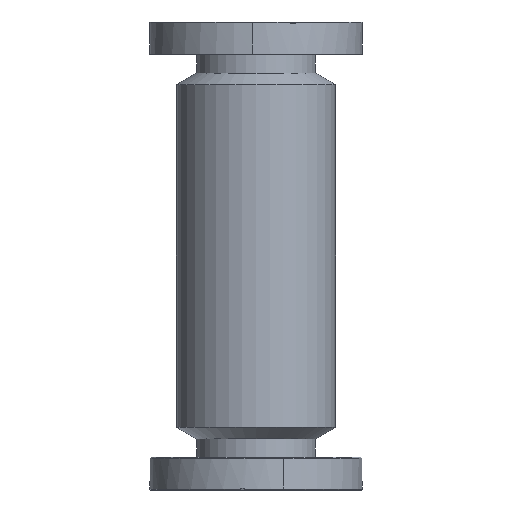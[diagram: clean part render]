
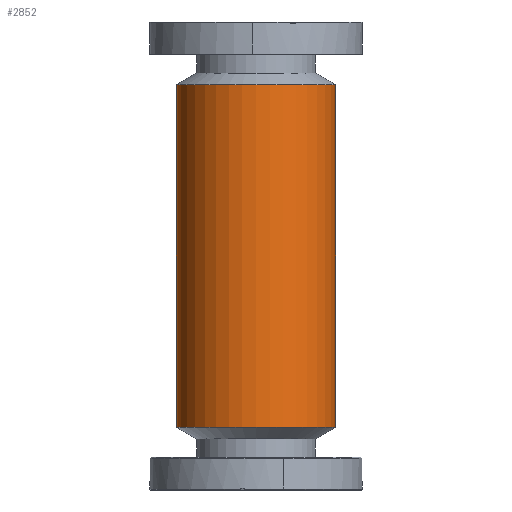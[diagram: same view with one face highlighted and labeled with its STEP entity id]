
A CAD part, front view. The second image highlights one B-rep face of the part: STEP entity #2852.
In plain terms, the highlighted cylindrical face has radius 42.5 mm (diameter 85 mm), a partial arc.
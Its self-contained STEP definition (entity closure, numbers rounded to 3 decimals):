
#46 = CARTESIAN_POINT ( 'NONE',  ( 0., 0., -91.5 ) ) ;
#258 = EDGE_CURVE ( 'NONE', #1664, #3127, #2941, .T. ) ;
#279 = EDGE_CURVE ( 'NONE', #4924, #990, #2721, .T. ) ;
#354 = ORIENTED_EDGE ( 'NONE', *, *, #381, .T. ) ;
#381 = EDGE_CURVE ( 'NONE', #1664, #4924, #2010, .T. ) ;
#389 = EDGE_CURVE ( 'NONE', #3127, #990, #2085, .T. ) ;
#452 = ORIENTED_EDGE ( 'NONE', *, *, #389, .F. ) ;
#990 = VERTEX_POINT ( 'NONE', #3461 ) ;
#1465 = CYLINDRICAL_SURFACE ( 'NONE', #2736, 42.5 ) ;
#1556 = CARTESIAN_POINT ( 'NONE',  ( 0., 0., 91.5 ) ) ;
#1664 = VERTEX_POINT ( 'NONE', #5615 ) ;
#1688 = CARTESIAN_POINT ( 'NONE',  ( 42.5, 0., -91.5 ) ) ;
#2010 = CIRCLE ( 'NONE', #3431, 42.5 ) ;
#2085 = CIRCLE ( 'NONE', #3432, 42.5 ) ;
#2258 = EDGE_LOOP ( 'NONE', ( #2769, #354, #5216, #452 ) ) ;
#2720 = VECTOR ( 'NONE', #5571, 1000. ) ;
#2721 = LINE ( 'NONE', #5233, #2720 ) ;
#2736 = AXIS2_PLACEMENT_3D ( 'NONE', #5050, #5534, #4168 ) ;
#2769 = ORIENTED_EDGE ( 'NONE', *, *, #258, .F. ) ;
#2852 = ADVANCED_FACE ( 'NONE', ( #3449 ), #1465, .T. ) ;
#2941 = LINE ( 'NONE', #4286, #3150 ) ;
#3017 = DIRECTION ( 'NONE',  ( 1., 0., 0. ) ) ;
#3127 = VERTEX_POINT ( 'NONE', #5554 ) ;
#3150 = VECTOR ( 'NONE', #4332, 1000. ) ;
#3431 = AXIS2_PLACEMENT_3D ( 'NONE', #46, #5094, #3017 ) ;
#3432 = AXIS2_PLACEMENT_3D ( 'NONE', #1556, #3460, #3795 ) ;
#3449 = FACE_OUTER_BOUND ( 'NONE', #2258, .T. ) ;
#3460 = DIRECTION ( 'NONE',  ( 0., 0., 1. ) ) ;
#3461 = CARTESIAN_POINT ( 'NONE',  ( 42.5, 0., 91.5 ) ) ;
#3795 = DIRECTION ( 'NONE',  ( 1., 0., 0. ) ) ;
#4168 = DIRECTION ( 'NONE',  ( 1., 0., 0. ) ) ;
#4286 = CARTESIAN_POINT ( 'NONE',  ( -42.5, 0., 110.164 ) ) ;
#4332 = DIRECTION ( 'NONE',  ( 0., 0., 1. ) ) ;
#4924 = VERTEX_POINT ( 'NONE', #1688 ) ;
#5050 = CARTESIAN_POINT ( 'NONE',  ( 0., 0., 110.164 ) ) ;
#5094 = DIRECTION ( 'NONE',  ( 0., 0., 1. ) ) ;
#5216 = ORIENTED_EDGE ( 'NONE', *, *, #279, .T. ) ;
#5233 = CARTESIAN_POINT ( 'NONE',  ( 42.5, 0., 110.164 ) ) ;
#5534 = DIRECTION ( 'NONE',  ( 0., 0., 1. ) ) ;
#5554 = CARTESIAN_POINT ( 'NONE',  ( -42.5, 0., 91.5 ) ) ;
#5571 = DIRECTION ( 'NONE',  ( 0., 0., 1. ) ) ;
#5615 = CARTESIAN_POINT ( 'NONE',  ( -42.5, 0., -91.5 ) ) ;
